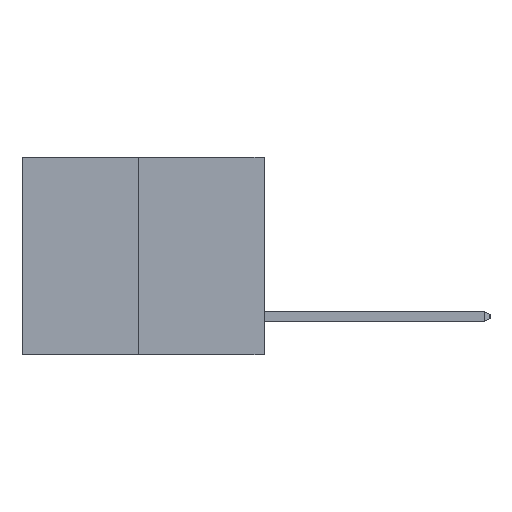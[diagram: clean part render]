
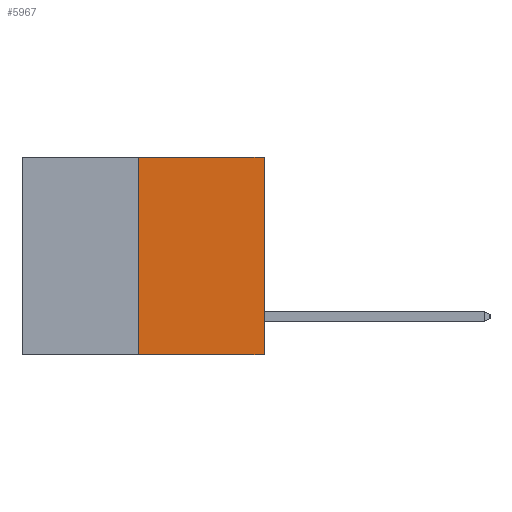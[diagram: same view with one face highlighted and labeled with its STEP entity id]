
A CAD part, left-side view. The second image highlights one B-rep face of the part: STEP entity #5967.
In plain terms, the highlighted planar face has unit normal (-1, 0, 0).
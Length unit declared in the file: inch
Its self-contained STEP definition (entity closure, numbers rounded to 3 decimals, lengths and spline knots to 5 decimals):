
#354 = VERTEX_POINT ( 'NONE', #12308 ) ;
#569 = PLANE ( 'NONE',  #1530 ) ;
#1234 = CARTESIAN_POINT ( 'NONE',  ( 0., 0.6, 0. ) ) ;
#1374 = ORIENTED_EDGE ( 'NONE', *, *, #8663, .F. ) ;
#1477 = VERTEX_POINT ( 'NONE', #8131 ) ;
#1530 = AXIS2_PLACEMENT_3D ( 'NONE', #7899, #1870, #12198 ) ;
#1602 = DIRECTION ( 'NONE',  ( 0., -1., 0. ) ) ;
#1626 = ORIENTED_EDGE ( 'NONE', *, *, #17516, .F. ) ;
#1658 = LINE ( 'NONE', #14114, #3734 ) ;
#1870 = DIRECTION ( 'NONE',  ( 1., 0., 0. ) ) ;
#1900 = LINE ( 'NONE', #1234, #12335 ) ;
#3131 = LINE ( 'NONE', #5910, #18031 ) ;
#3443 = FACE_OUTER_BOUND ( 'NONE', #17879, .T. ) ;
#3734 = VECTOR ( 'NONE', #7106, 39.37008 ) ;
#3796 = VECTOR ( 'NONE', #5580, 39.37008 ) ;
#4256 = ORIENTED_EDGE ( 'NONE', *, *, #8001, .T. ) ;
#4438 = LINE ( 'NONE', #14233, #3796 ) ;
#5580 = DIRECTION ( 'NONE',  ( 0., 0., 1. ) ) ;
#5910 = CARTESIAN_POINT ( 'NONE',  ( 0., 0.6, -0.49 ) ) ;
#5967 = ADVANCED_FACE ( 'NONE', ( #3443 ), #569, .F. ) ;
#6439 = VERTEX_POINT ( 'NONE', #16208 ) ;
#7106 = DIRECTION ( 'NONE',  ( 0., 0., 1. ) ) ;
#7899 = CARTESIAN_POINT ( 'NONE',  ( 0., 0.6, 0. ) ) ;
#8001 = EDGE_CURVE ( 'NONE', #17517, #1477, #3131, .T. ) ;
#8131 = CARTESIAN_POINT ( 'NONE',  ( 0., 0., -0.49 ) ) ;
#8663 = EDGE_CURVE ( 'NONE', #17517, #6439, #4438, .T. ) ;
#9469 = ORIENTED_EDGE ( 'NONE', *, *, #10371, .T. ) ;
#10371 = EDGE_CURVE ( 'NONE', #1477, #354, #1658, .T. ) ;
#12198 = DIRECTION ( 'NONE',  ( 0., 0., -1. ) ) ;
#12308 = CARTESIAN_POINT ( 'NONE',  ( 0., 0., 0. ) ) ;
#12335 = VECTOR ( 'NONE', #12807, 39.37008 ) ;
#12807 = DIRECTION ( 'NONE',  ( 0., -1., 0. ) ) ;
#12878 = CARTESIAN_POINT ( 'NONE',  ( 0., 0.312, -0.49 ) ) ;
#14114 = CARTESIAN_POINT ( 'NONE',  ( 0., 0., 0. ) ) ;
#14233 = CARTESIAN_POINT ( 'NONE',  ( 0., 0.312, -0.49 ) ) ;
#16208 = CARTESIAN_POINT ( 'NONE',  ( 0., 0.312, 0. ) ) ;
#17516 = EDGE_CURVE ( 'NONE', #6439, #354, #1900, .T. ) ;
#17517 = VERTEX_POINT ( 'NONE', #12878 ) ;
#17879 = EDGE_LOOP ( 'NONE', ( #1374, #4256, #9469, #1626 ) ) ;
#18031 = VECTOR ( 'NONE', #1602, 39.37008 ) ;
